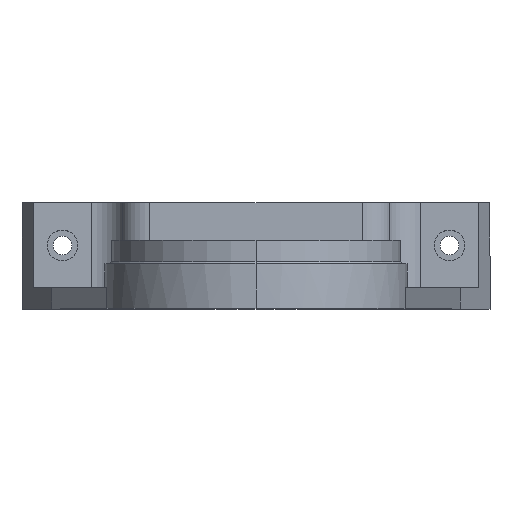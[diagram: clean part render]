
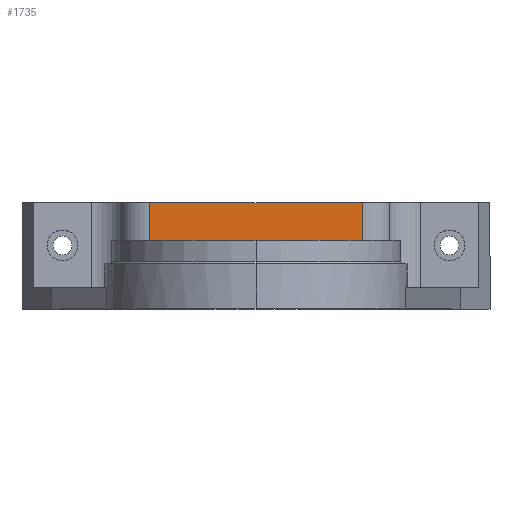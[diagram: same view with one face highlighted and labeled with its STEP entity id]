
A CAD part, top view. The second image highlights one B-rep face of the part: STEP entity #1735.
In plain terms, the highlighted planar face has unit normal (0, 0, 1).
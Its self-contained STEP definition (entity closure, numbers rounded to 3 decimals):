
#13 = LINE ( 'NONE', #2118, #523 ) ;
#24 = DIRECTION ( 'NONE',  ( 0., 0., -1. ) ) ;
#81 = CARTESIAN_POINT ( 'NONE',  ( -25., -5.5, -78. ) ) ;
#147 = VERTEX_POINT ( 'NONE', #261 ) ;
#244 = AXIS2_PLACEMENT_3D ( 'NONE', #757, #24, #413 ) ;
#261 = CARTESIAN_POINT ( 'NONE',  ( -25., 14.5, -78. ) ) ;
#296 = EDGE_CURVE ( 'NONE', #147, #1438, #13, .T. ) ;
#378 = CARTESIAN_POINT ( 'NONE',  ( 0., 14.5, -78. ) ) ;
#413 = DIRECTION ( 'NONE',  ( -1., 0., 0. ) ) ;
#426 = EDGE_CURVE ( 'NONE', #1168, #1506, #1468, .T. ) ;
#523 = VECTOR ( 'NONE', #1254, 1000. ) ;
#542 = ORIENTED_EDGE ( 'NONE', *, *, #711, .F. ) ;
#571 = VECTOR ( 'NONE', #815, 1000. ) ;
#595 = PLANE ( 'NONE',  #244 ) ;
#637 = ORIENTED_EDGE ( 'NONE', *, *, #426, .F. ) ;
#711 = EDGE_CURVE ( 'NONE', #147, #1168, #1067, .T. ) ;
#757 = CARTESIAN_POINT ( 'NONE',  ( 0., 14.5, -78. ) ) ;
#815 = DIRECTION ( 'NONE',  ( 1., 0., 0. ) ) ;
#870 = DIRECTION ( 'NONE',  ( 1., 0., 0. ) ) ;
#994 = LINE ( 'NONE', #1686, #571 ) ;
#1001 = CARTESIAN_POINT ( 'NONE',  ( 25., -5.5, -78. ) ) ;
#1024 = ORIENTED_EDGE ( 'NONE', *, *, #1095, .T. ) ;
#1067 = LINE ( 'NONE', #378, #1423 ) ;
#1095 = EDGE_CURVE ( 'NONE', #1438, #1506, #994, .T. ) ;
#1117 = CARTESIAN_POINT ( 'NONE',  ( 25., 14.5, -78. ) ) ;
#1168 = VERTEX_POINT ( 'NONE', #2034 ) ;
#1189 = ORIENTED_EDGE ( 'NONE', *, *, #296, .T. ) ;
#1254 = DIRECTION ( 'NONE',  ( 0., -1., 0. ) ) ;
#1423 = VECTOR ( 'NONE', #870, 1000. ) ;
#1438 = VERTEX_POINT ( 'NONE', #81 ) ;
#1468 = LINE ( 'NONE', #1117, #1709 ) ;
#1506 = VERTEX_POINT ( 'NONE', #1001 ) ;
#1513 = EDGE_LOOP ( 'NONE', ( #1024, #637, #542, #1189 ) ) ;
#1574 = FACE_OUTER_BOUND ( 'NONE', #1513, .T. ) ;
#1686 = CARTESIAN_POINT ( 'NONE',  ( 0., -5.5, -78. ) ) ;
#1709 = VECTOR ( 'NONE', #1812, 1000. ) ;
#1735 = ADVANCED_FACE ( 'NONE', ( #1574 ), #595, .F. ) ;
#1812 = DIRECTION ( 'NONE',  ( 0., -1., 0. ) ) ;
#2034 = CARTESIAN_POINT ( 'NONE',  ( 25., 14.5, -78. ) ) ;
#2118 = CARTESIAN_POINT ( 'NONE',  ( -25., 14.5, -78. ) ) ;
